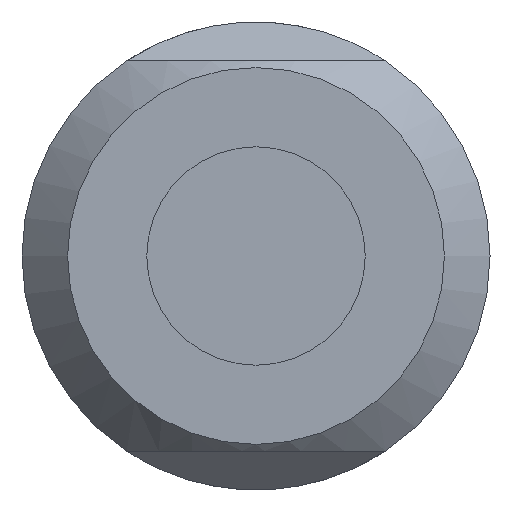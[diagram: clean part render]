
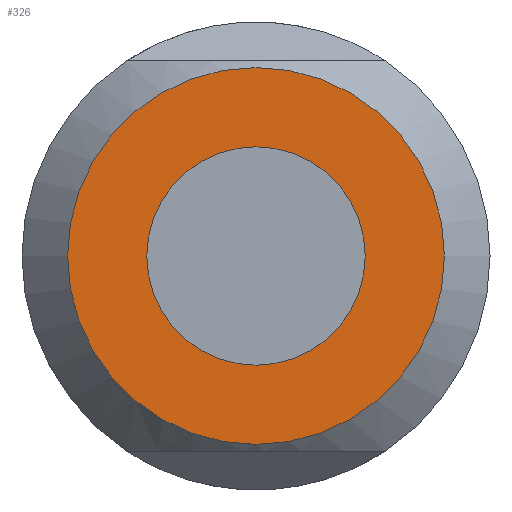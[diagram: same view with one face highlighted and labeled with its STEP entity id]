
A CAD part, left-side view. The second image highlights one B-rep face of the part: STEP entity #326.
In plain terms, the highlighted face is planar.
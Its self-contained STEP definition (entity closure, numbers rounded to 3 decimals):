
#14 = EDGE_LOOP ( 'NONE', ( #334 ) ) ;
#36 = EDGE_CURVE ( 'NONE', #445, #445, #99, .T. ) ;
#69 = DIRECTION ( 'NONE',  ( -1., 0., 0. ) ) ;
#91 = VERTEX_POINT ( 'NONE', #359 ) ;
#99 = CIRCLE ( 'NONE', #303, 1.4 ) ;
#213 = AXIS2_PLACEMENT_3D ( 'NONE', #412, #414, #416 ) ;
#250 = CIRCLE ( 'NONE', #322, 2.416 ) ;
#265 = PLANE ( 'NONE',  #213 ) ;
#268 = CARTESIAN_POINT ( 'NONE',  ( 0., 0., 0. ) ) ;
#279 = CARTESIAN_POINT ( 'NONE',  ( 0., 0., 0. ) ) ;
#288 = EDGE_LOOP ( 'NONE', ( #463 ) ) ;
#298 = FACE_BOUND ( 'NONE', #14, .T. ) ;
#303 = AXIS2_PLACEMENT_3D ( 'NONE', #279, #466, #431 ) ;
#305 = EDGE_CURVE ( 'NONE', #91, #91, #250, .T. ) ;
#322 = AXIS2_PLACEMENT_3D ( 'NONE', #268, #417, #69 ) ;
#326 = ADVANCED_FACE ( 'NONE', ( #377, #298 ), #265, .F. ) ;
#334 = ORIENTED_EDGE ( 'NONE', *, *, #36, .T. ) ;
#359 = CARTESIAN_POINT ( 'NONE',  ( -2.416, 0., 0. ) ) ;
#377 = FACE_OUTER_BOUND ( 'NONE', #288, .T. ) ;
#396 = CARTESIAN_POINT ( 'NONE',  ( -1.4, 0., 0. ) ) ;
#412 = CARTESIAN_POINT ( 'NONE',  ( 0., 0., 0. ) ) ;
#414 = DIRECTION ( 'NONE',  ( 0., 1., 0. ) ) ;
#416 = DIRECTION ( 'NONE',  ( -1., 0., 0. ) ) ;
#417 = DIRECTION ( 'NONE',  ( 0., -1., 0. ) ) ;
#431 = DIRECTION ( 'NONE',  ( -1., 0., 0. ) ) ;
#445 = VERTEX_POINT ( 'NONE', #396 ) ;
#463 = ORIENTED_EDGE ( 'NONE', *, *, #305, .T. ) ;
#466 = DIRECTION ( 'NONE',  ( 0., 1., 0. ) ) ;
